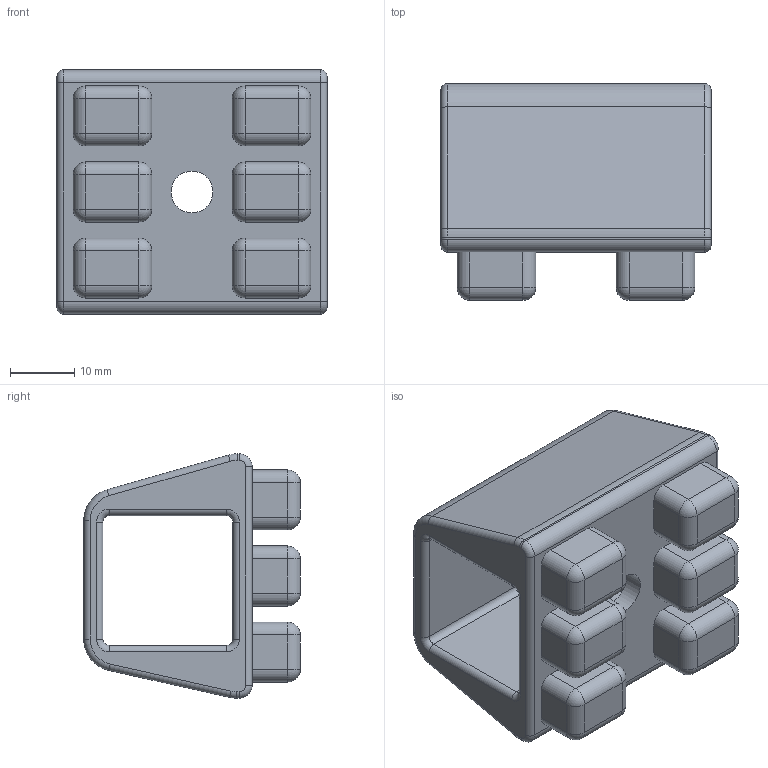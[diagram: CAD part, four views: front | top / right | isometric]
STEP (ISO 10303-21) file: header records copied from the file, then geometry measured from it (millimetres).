
FILE_DESCRIPTION (( 'STEP AP214' ), '1' );
FILE_NAME ('juntaboiaperfil.STEP', '2025-05-14T03:48:47', ( '' ), ( '' ), 'SwSTEP 2.0', 'SolidWorks 2024', '' );
FILE_SCHEMA (( 'AUTOMOTIVE_DESIGN' ));
Length unit declared in the file: millimetre
Products named in the file (1): juntaboiaperfil
Bounding box: 42 x 33.7 x 38 mm (x, y, z)
Volume: 23163.8 mm3; surface area: 10395.2 mm2
Topology: 1 solids, 1 shells, 168 faces, 392 edges, 208 vertices
Faces by surface type: cylinder 82, plane 42, sphere 24, torus 20
Entity records: 4575 total; most frequent: DIRECTION 890, CARTESIAN_POINT 745, ORIENTED_EDGE 736, EDGE_CURVE 368, AXIS2_PLACEMENT_3D 353, VERTEX_POINT 208, CIRCLE 184, VECTOR 184
